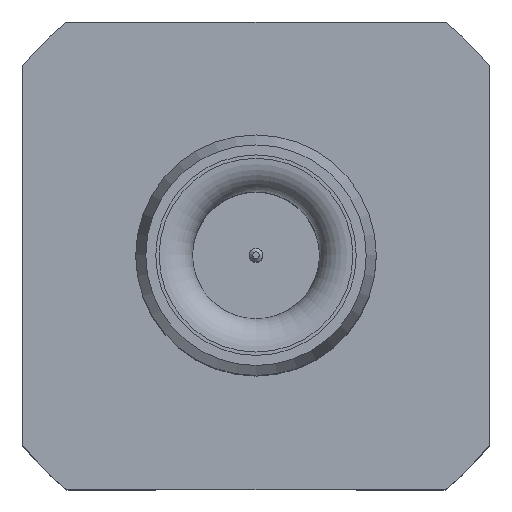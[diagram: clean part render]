
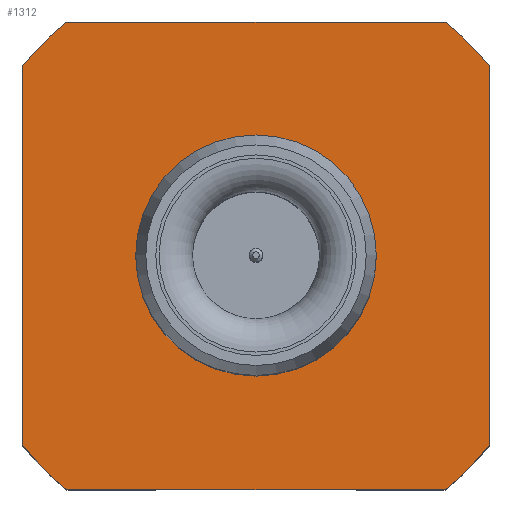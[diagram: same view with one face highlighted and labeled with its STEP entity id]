
A CAD part, top view. The second image highlights one B-rep face of the part: STEP entity #1312.
In plain terms, the highlighted planar face has unit normal (0, 0, 1).
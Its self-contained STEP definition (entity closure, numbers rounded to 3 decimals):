
#23=FACE_BOUND('',#217,.T.);
#50=CIRCLE('',#1409,1.8);
#59=CIRCLE('',#1426,4.5);
#60=CIRCLE('',#1427,4.5);
#61=CIRCLE('',#1428,4.5);
#62=CIRCLE('',#1429,4.5);
#132=FACE_OUTER_BOUND('',#216,.T.);
#216=EDGE_LOOP('',(#1031,#1032,#1033,#1034,#1035,#1036,#1037,#1038));
#217=EDGE_LOOP('',(#1039));
#345=LINE('',#2077,#490);
#346=LINE('',#2081,#491);
#347=LINE('',#2085,#492);
#348=LINE('',#2089,#493);
#490=VECTOR('',#1699,10.);
#491=VECTOR('',#1702,10.);
#492=VECTOR('',#1705,10.);
#493=VECTOR('',#1708,10.);
#601=VERTEX_POINT('',#2043);
#610=VERTEX_POINT('',#2075);
#611=VERTEX_POINT('',#2076);
#612=VERTEX_POINT('',#2078);
#613=VERTEX_POINT('',#2080);
#614=VERTEX_POINT('',#2082);
#615=VERTEX_POINT('',#2084);
#616=VERTEX_POINT('',#2086);
#617=VERTEX_POINT('',#2088);
#751=EDGE_CURVE('',#601,#601,#50,.T.);
#765=EDGE_CURVE('',#610,#611,#345,.T.);
#766=EDGE_CURVE('',#611,#612,#59,.T.);
#767=EDGE_CURVE('',#612,#613,#346,.T.);
#768=EDGE_CURVE('',#613,#614,#60,.T.);
#769=EDGE_CURVE('',#614,#615,#347,.T.);
#770=EDGE_CURVE('',#615,#616,#61,.T.);
#771=EDGE_CURVE('',#616,#617,#348,.T.);
#772=EDGE_CURVE('',#617,#610,#62,.T.);
#1031=ORIENTED_EDGE('',*,*,#765,.T.);
#1032=ORIENTED_EDGE('',*,*,#766,.T.);
#1033=ORIENTED_EDGE('',*,*,#767,.T.);
#1034=ORIENTED_EDGE('',*,*,#768,.T.);
#1035=ORIENTED_EDGE('',*,*,#769,.T.);
#1036=ORIENTED_EDGE('',*,*,#770,.T.);
#1037=ORIENTED_EDGE('',*,*,#771,.T.);
#1038=ORIENTED_EDGE('',*,*,#772,.T.);
#1039=ORIENTED_EDGE('',*,*,#751,.T.);
#1240=PLANE('',#1425);
#1312=ADVANCED_FACE('',(#132,#23),#1240,.T.);
#1409=AXIS2_PLACEMENT_3D('',#2045,#1660,#1661);
#1425=AXIS2_PLACEMENT_3D('',#2074,#1697,#1698);
#1426=AXIS2_PLACEMENT_3D('',#2079,#1700,#1701);
#1427=AXIS2_PLACEMENT_3D('',#2083,#1703,#1704);
#1428=AXIS2_PLACEMENT_3D('',#2087,#1706,#1707);
#1429=AXIS2_PLACEMENT_3D('',#2090,#1709,#1710);
#1660=DIRECTION('center_axis',(0.,0.,-1.));
#1661=DIRECTION('ref_axis',(1.,0.,0.));
#1697=DIRECTION('center_axis',(0.,0.,1.));
#1698=DIRECTION('ref_axis',(1.,0.,0.));
#1699=DIRECTION('',(0.,1.,0.));
#1700=DIRECTION('center_axis',(0.,0.,1.));
#1701=DIRECTION('ref_axis',(1.,0.,0.));
#1702=DIRECTION('',(-1.,0.,0.));
#1703=DIRECTION('center_axis',(0.,0.,1.));
#1704=DIRECTION('ref_axis',(1.,0.,0.));
#1705=DIRECTION('',(0.,-1.,0.));
#1706=DIRECTION('center_axis',(0.,0.,1.));
#1707=DIRECTION('ref_axis',(1.,0.,0.));
#1708=DIRECTION('',(1.,0.,0.));
#1709=DIRECTION('center_axis',(0.,0.,1.));
#1710=DIRECTION('ref_axis',(1.,0.,0.));
#2043=CARTESIAN_POINT('',(-1.8,0.,2.));
#2045=CARTESIAN_POINT('Origin',(0.,0.,2.));
#2074=CARTESIAN_POINT('Origin',(0.,0.,2.));
#2075=CARTESIAN_POINT('',(3.5,-2.828,2.));
#2076=CARTESIAN_POINT('',(3.5,2.828,2.));
#2077=CARTESIAN_POINT('',(3.5,3.5,2.));
#2078=CARTESIAN_POINT('',(2.828,3.5,2.));
#2079=CARTESIAN_POINT('Origin',(0.,0.,2.));
#2080=CARTESIAN_POINT('',(-2.828,3.5,2.));
#2081=CARTESIAN_POINT('',(3.5,3.5,2.));
#2082=CARTESIAN_POINT('',(-3.5,2.828,2.));
#2083=CARTESIAN_POINT('Origin',(0.,0.,2.));
#2084=CARTESIAN_POINT('',(-3.5,-2.828,2.));
#2085=CARTESIAN_POINT('',(-3.5,1.5,2.));
#2086=CARTESIAN_POINT('',(-2.828,-3.5,2.));
#2087=CARTESIAN_POINT('Origin',(0.,0.,2.));
#2088=CARTESIAN_POINT('',(2.828,-3.5,2.));
#2089=CARTESIAN_POINT('',(-3.5,-3.5,2.));
#2090=CARTESIAN_POINT('Origin',(0.,0.,2.));
